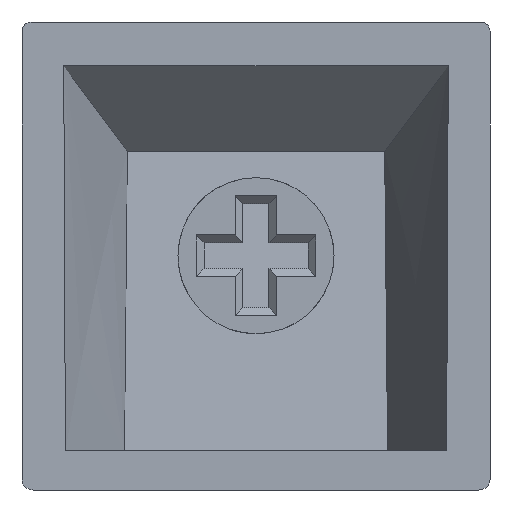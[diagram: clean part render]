
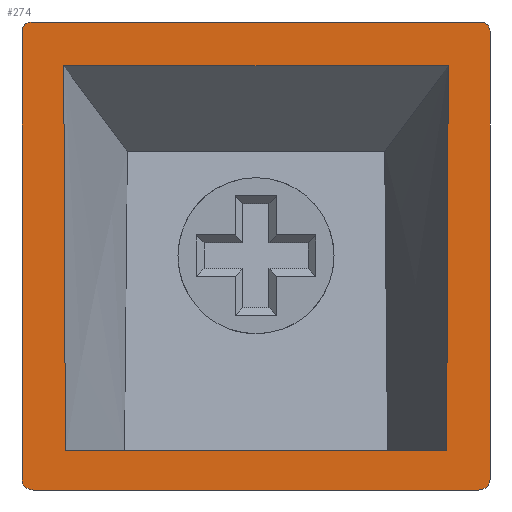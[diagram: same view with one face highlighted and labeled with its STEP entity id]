
A CAD part, front view. The second image highlights one B-rep face of the part: STEP entity #274.
In plain terms, the highlighted planar face has unit normal (0, -1, 0).
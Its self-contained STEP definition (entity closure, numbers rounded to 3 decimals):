
#274=ADVANCED_FACE('',(#275,#365),#409,.T.);
#275=FACE_BOUND('',#276,.T.);
#276=EDGE_LOOP('',(#277,#287,#301,#309,#323,#331,#345,#353));
#277=ORIENTED_EDGE('',*,*,#278,.T.);
#278=EDGE_CURVE('',#279,#281,#283,.F.);
#279=VERTEX_POINT('',#280);
#280=CARTESIAN_POINT('',(0.451,0.0,-18.0));
#281=VERTEX_POINT('',#282);
#282=CARTESIAN_POINT('',(17.549,0.0,-18.0));
#283=LINE('',#284,#285);
#284=CARTESIAN_POINT('',(0.0,0.0,-18.0));
#285=VECTOR('',#286,1.0);
#286=DIRECTION('',(-1.0,0.0,0.0));
#287=ORIENTED_EDGE('',*,*,#288,.T.);
#288=EDGE_CURVE('',#281,#289,#291,.T.);
#289=VERTEX_POINT('',#290);
#290=CARTESIAN_POINT('',(18.0,0.0,-17.6));
#291=B_SPLINE_CURVE_WITH_KNOTS('',2,(#292,#293,#294,#295,#296,#297,#298,#299,#300),.UNSPECIFIED.,.F.,.U.,(3,2,2,2,3),(0.0,0.25,0.5,0.75,1.0),.PIECEWISE_BEZIER_KNOTS.);
#292=CARTESIAN_POINT('',(17.549,0.0,-18.0));
#293=CARTESIAN_POINT('',(17.634,0.0,-18.0));
#294=CARTESIAN_POINT('',(17.714,0.0,-17.973));
#295=CARTESIAN_POINT('',(17.793,0.0,-17.946));
#296=CARTESIAN_POINT('',(17.858,0.0,-17.892));
#297=CARTESIAN_POINT('',(17.924,0.0,-17.838));
#298=CARTESIAN_POINT('',(17.962,0.0,-17.762));
#299=CARTESIAN_POINT('',(18.,0.0,-17.686));
#300=CARTESIAN_POINT('',(18.,0.0,-17.6));
#301=ORIENTED_EDGE('',*,*,#302,.T.);
#302=EDGE_CURVE('',#289,#303,#305,.F.);
#303=VERTEX_POINT('',#304);
#304=CARTESIAN_POINT('',(18.0,0.0,-0.379));
#305=LINE('',#306,#307);
#306=CARTESIAN_POINT('',(18.0,0.0,0.0));
#307=VECTOR('',#308,1.0);
#308=DIRECTION('',(0.0,0.0,-1.0));
#309=ORIENTED_EDGE('',*,*,#310,.T.);
#310=EDGE_CURVE('',#303,#311,#313,.T.);
#311=VERTEX_POINT('',#312);
#312=CARTESIAN_POINT('',(17.641,0.0,0.0));
#313=B_SPLINE_CURVE_WITH_KNOTS('',2,(#314,#315,#316,#317,#318,#319,#320,#321,#322),.UNSPECIFIED.,.F.,.U.,(3,2,2,2,3),(0.0,0.25,0.5,0.75,1.0),.PIECEWISE_BEZIER_KNOTS.);
#314=CARTESIAN_POINT('',(18.,0.0,-0.379));
#315=CARTESIAN_POINT('',(18.,0.0,-0.304));
#316=CARTESIAN_POINT('',(17.976,0.0,-0.235));
#317=CARTESIAN_POINT('',(17.952,0.0,-0.166));
#318=CARTESIAN_POINT('',(17.902,0.0,-0.111));
#319=CARTESIAN_POINT('',(17.854,0.0,-0.058));
#320=CARTESIAN_POINT('',(17.784,0.0,-0.028));
#321=CARTESIAN_POINT('',(17.718,0.0,0.));
#322=CARTESIAN_POINT('',(17.641,0.0,0.));
#323=ORIENTED_EDGE('',*,*,#324,.T.);
#324=EDGE_CURVE('',#311,#325,#327,.F.);
#325=VERTEX_POINT('',#326);
#326=CARTESIAN_POINT('',(0.359,0.0,0.0));
#327=LINE('',#328,#329);
#328=CARTESIAN_POINT('',(0.0,0.0,0.0));
#329=VECTOR('',#330,1.0);
#330=DIRECTION('',(1.0,0.0,0.0));
#331=ORIENTED_EDGE('',*,*,#332,.T.);
#332=EDGE_CURVE('',#325,#333,#335,.T.);
#333=VERTEX_POINT('',#334);
#334=CARTESIAN_POINT('',(0.0,0.0,-0.379));
#335=B_SPLINE_CURVE_WITH_KNOTS('',2,(#336,#337,#338,#339,#340,#341,#342,#343,#344),.UNSPECIFIED.,.F.,.U.,(3,2,2,2,3),(0.0,0.25,0.5,0.75,1.0),.PIECEWISE_BEZIER_KNOTS.);
#336=CARTESIAN_POINT('',(0.359,0.0,0.));
#337=CARTESIAN_POINT('',(0.284,0.0,0.));
#338=CARTESIAN_POINT('',(0.217,0.0,-0.028));
#339=CARTESIAN_POINT('',(0.15,0.0,-0.056));
#340=CARTESIAN_POINT('',(0.098,0.0,-0.111));
#341=CARTESIAN_POINT('',(0.05,0.0,-0.163));
#342=CARTESIAN_POINT('',(0.024,0.0,-0.235));
#343=CARTESIAN_POINT('',(0.,0.0,-0.302));
#344=CARTESIAN_POINT('',(0.,0.0,-0.379));
#345=ORIENTED_EDGE('',*,*,#346,.T.);
#346=EDGE_CURVE('',#333,#347,#349,.F.);
#347=VERTEX_POINT('',#348);
#348=CARTESIAN_POINT('',(0.0,0.0,-17.6));
#349=LINE('',#350,#351);
#350=CARTESIAN_POINT('',(0.0,0.0,0.0));
#351=VECTOR('',#352,1.0);
#352=DIRECTION('',(0.0,0.0,1.0));
#353=ORIENTED_EDGE('',*,*,#354,.T.);
#354=EDGE_CURVE('',#347,#279,#355,.T.);
#355=B_SPLINE_CURVE_WITH_KNOTS('',2,(#356,#357,#358,#359,#360,#361,#362,#363,#364),.UNSPECIFIED.,.F.,.U.,(3,2,2,2,3),(0.0,0.25,0.5,0.75,1.0),.PIECEWISE_BEZIER_KNOTS.);
#356=CARTESIAN_POINT('',(0.,0.0,-17.6));
#357=CARTESIAN_POINT('',(0.,0.0,-17.683));
#358=CARTESIAN_POINT('',(0.038,0.0,-17.761));
#359=CARTESIAN_POINT('',(0.074,0.0,-17.834));
#360=CARTESIAN_POINT('',(0.141,0.0,-17.892));
#361=CARTESIAN_POINT('',(0.203,0.0,-17.944));
#362=CARTESIAN_POINT('',(0.286,0.0,-17.973));
#363=CARTESIAN_POINT('',(0.364,0.0,-18.0));
#364=CARTESIAN_POINT('',(0.451,0.0,-18.0));
#365=FACE_BOUND('',#366,.T.);
#366=EDGE_LOOP('',(#367,#377,#390,#398));
#367=ORIENTED_EDGE('',*,*,#368,.T.);
#368=EDGE_CURVE('',#369,#371,#373,.T.);
#369=VERTEX_POINT('',#370);
#370=CARTESIAN_POINT('',(16.332,0.,-16.5));
#371=VERTEX_POINT('',#372);
#372=CARTESIAN_POINT('',(1.668,0.0,-16.5));
#373=LINE('',#374,#375);
#374=CARTESIAN_POINT('',(0.0,0.0,-16.5));
#375=VECTOR('',#376,1.0);
#376=DIRECTION('',(-1.0,0.0,0.0));
#377=ORIENTED_EDGE('',*,*,#378,.T.);
#378=EDGE_CURVE('',#371,#379,#381,.T.);
#379=VERTEX_POINT('',#380);
#380=CARTESIAN_POINT('',(1.606,0.,-1.689));
#381=B_SPLINE_CURVE_WITH_KNOTS('',3,(#382,#383,#384,#385,#386,#387,#388,#389),.UNSPECIFIED.,.F.,.U.,(4,2,2,4),(0.0,4.823,9.817,14.811),.UNSPECIFIED.);
#382=CARTESIAN_POINT('',(1.668,0.0,-16.5));
#383=CARTESIAN_POINT('',(1.658,0.0,-14.892));
#384=CARTESIAN_POINT('',(1.65,0.0,-13.285));
#385=CARTESIAN_POINT('',(1.635,0.0,-10.012));
#386=CARTESIAN_POINT('',(1.628,0.,-8.348));
#387=CARTESIAN_POINT('',(1.616,0.,-5.019));
#388=CARTESIAN_POINT('',(1.611,0.,-3.354));
#389=CARTESIAN_POINT('',(1.606,0.,-1.689));
#390=ORIENTED_EDGE('',*,*,#391,.T.);
#391=EDGE_CURVE('',#379,#392,#394,.T.);
#392=VERTEX_POINT('',#393);
#393=CARTESIAN_POINT('',(16.394,0.,-1.689));
#394=LINE('',#395,#396);
#395=CARTESIAN_POINT('',(0.0,0.0,-1.689));
#396=VECTOR('',#397,1.0);
#397=DIRECTION('',(1.0,0.0,0.0));
#398=ORIENTED_EDGE('',*,*,#399,.T.);
#399=EDGE_CURVE('',#392,#369,#400,.T.);
#400=B_SPLINE_CURVE_WITH_KNOTS('',3,(#401,#402,#403,#404,#405,#406,#407,#408),.UNSPECIFIED.,.F.,.U.,(4,2,2,4),(0.0,4.82,9.816,14.811),.UNSPECIFIED.);
#401=CARTESIAN_POINT('',(16.394,0.,-1.689));
#402=CARTESIAN_POINT('',(16.389,0.,-3.296));
#403=CARTESIAN_POINT('',(16.384,0.,-4.903));
#404=CARTESIAN_POINT('',(16.372,0.,-8.175));
#405=CARTESIAN_POINT('',(16.366,0.0,-9.84));
#406=CARTESIAN_POINT('',(16.35,0.0,-13.17));
#407=CARTESIAN_POINT('',(16.342,0.,-14.835));
#408=CARTESIAN_POINT('',(16.332,0.,-16.5));
#409=PLANE('',#410);
#410=AXIS2_PLACEMENT_3D('',#411,#412,#413);
#411=CARTESIAN_POINT('',(0.0,0.0,0.0));
#412=DIRECTION('',(0.0,-1.0,0.0));
#413=DIRECTION('',(0.0,0.0,-1.0));
